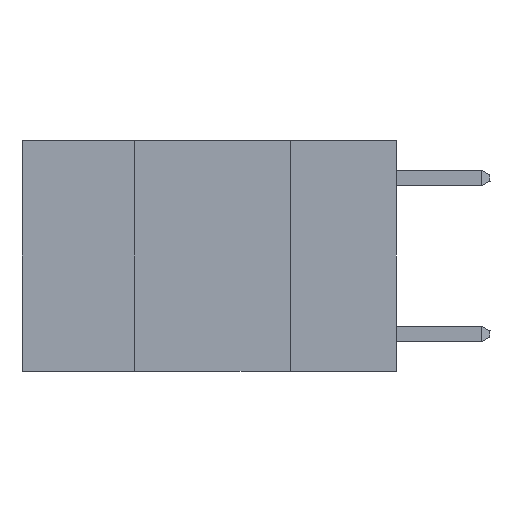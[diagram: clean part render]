
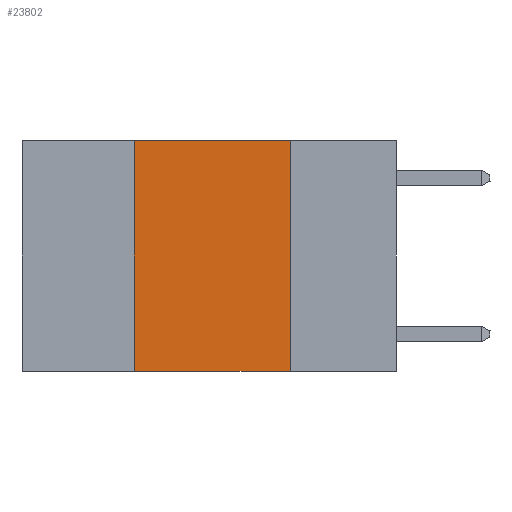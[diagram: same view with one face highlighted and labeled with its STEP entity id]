
A CAD part, left-side view. The second image highlights one B-rep face of the part: STEP entity #23802.
In plain terms, the highlighted planar face has unit normal (-1, 0, 0).
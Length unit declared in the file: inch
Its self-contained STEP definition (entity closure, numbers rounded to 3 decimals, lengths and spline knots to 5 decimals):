
#172 = ORIENTED_EDGE ( 'NONE', *, *, #22276, .F. ) ;
#500 = LINE ( 'NONE', #7543, #7137 ) ;
#913 = VERTEX_POINT ( 'NONE', #21787 ) ;
#1585 = VERTEX_POINT ( 'NONE', #6158 ) ;
#4488 = VERTEX_POINT ( 'NONE', #25546 ) ;
#5009 = ORIENTED_EDGE ( 'NONE', *, *, #9557, .F. ) ;
#5577 = EDGE_CURVE ( 'NONE', #913, #4488, #19862, .T. ) ;
#5595 = CARTESIAN_POINT ( 'NONE',  ( 0., 0.17, 0. ) ) ;
#6158 = CARTESIAN_POINT ( 'NONE',  ( 0., 0.42, 0. ) ) ;
#6323 = DIRECTION ( 'NONE',  ( 0., 0., -1. ) ) ;
#6722 = LINE ( 'NONE', #11595, #24199 ) ;
#7137 = VECTOR ( 'NONE', #25505, 39.37008 ) ;
#7543 = CARTESIAN_POINT ( 'NONE',  ( 0., 0.42, 0. ) ) ;
#8620 = ORIENTED_EDGE ( 'NONE', *, *, #5577, .T. ) ;
#8672 = CARTESIAN_POINT ( 'NONE',  ( 0., 0.6, -0.37 ) ) ;
#9557 = EDGE_CURVE ( 'NONE', #913, #1585, #500, .T. ) ;
#10712 = EDGE_LOOP ( 'NONE', ( #172, #27331, #5009, #8620 ) ) ;
#11260 = EDGE_CURVE ( 'NONE', #1585, #26001, #6722, .T. ) ;
#11595 = CARTESIAN_POINT ( 'NONE',  ( 0., 0.6, 0. ) ) ;
#12780 = VECTOR ( 'NONE', #6323, 39.37008 ) ;
#13582 = DIRECTION ( 'NONE',  ( 0., 0., -1. ) ) ;
#15511 = FACE_OUTER_BOUND ( 'NONE', #10712, .T. ) ;
#15790 = CARTESIAN_POINT ( 'NONE',  ( 0., 0.6, 0. ) ) ;
#16201 = AXIS2_PLACEMENT_3D ( 'NONE', #15790, #24183, #13582 ) ;
#17533 = LINE ( 'NONE', #26471, #12780 ) ;
#17724 = PLANE ( 'NONE',  #16201 ) ;
#19862 = LINE ( 'NONE', #8672, #21969 ) ;
#20557 = DIRECTION ( 'NONE',  ( 0., -1., 0. ) ) ;
#21787 = CARTESIAN_POINT ( 'NONE',  ( 0., 0.42, -0.37 ) ) ;
#21969 = VECTOR ( 'NONE', #24417, 39.37008 ) ;
#22276 = EDGE_CURVE ( 'NONE', #26001, #4488, #17533, .T. ) ;
#23802 = ADVANCED_FACE ( 'NONE', ( #15511 ), #17724, .F. ) ;
#24183 = DIRECTION ( 'NONE',  ( 1., 0., 0. ) ) ;
#24199 = VECTOR ( 'NONE', #20557, 39.37008 ) ;
#24417 = DIRECTION ( 'NONE',  ( 0., -1., 0. ) ) ;
#25505 = DIRECTION ( 'NONE',  ( 0., 0., 1. ) ) ;
#25546 = CARTESIAN_POINT ( 'NONE',  ( 0., 0.17, -0.37 ) ) ;
#26001 = VERTEX_POINT ( 'NONE', #5595 ) ;
#26471 = CARTESIAN_POINT ( 'NONE',  ( 0., 0.17, 0. ) ) ;
#27331 = ORIENTED_EDGE ( 'NONE', *, *, #11260, .F. ) ;
